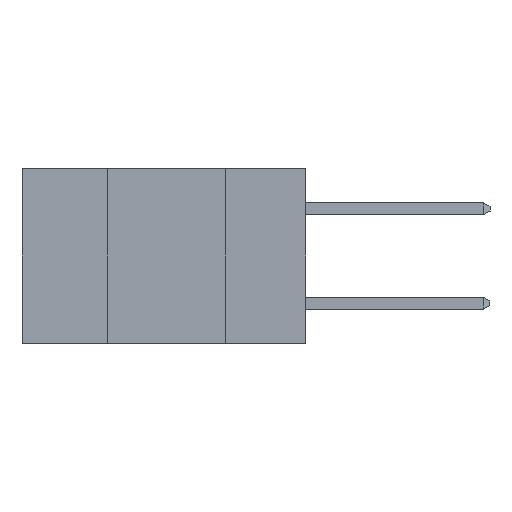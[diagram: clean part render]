
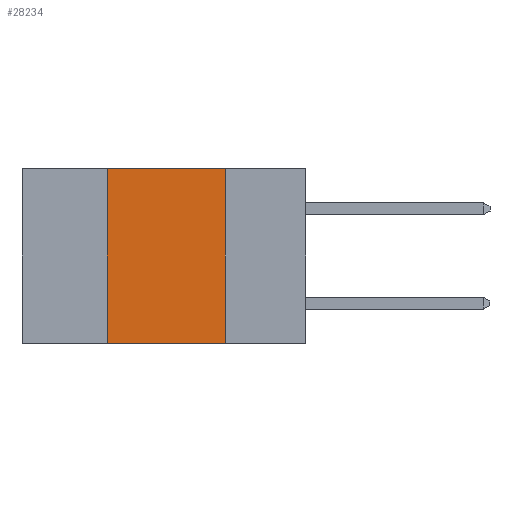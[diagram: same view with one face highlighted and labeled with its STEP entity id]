
A CAD part, left-side view. The second image highlights one B-rep face of the part: STEP entity #28234.
In plain terms, the highlighted planar face has unit normal (-1, 0, 0).
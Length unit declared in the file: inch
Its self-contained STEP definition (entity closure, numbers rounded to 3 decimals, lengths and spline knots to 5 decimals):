
#1387 = EDGE_CURVE ( 'NONE', #15245, #16577, #13777, .T. ) ;
#1981 = ORIENTED_EDGE ( 'NONE', *, *, #19539, .F. ) ;
#2595 = PLANE ( 'NONE',  #30435 ) ;
#2903 = VECTOR ( 'NONE', #4284, 39.37008 ) ;
#3356 = DIRECTION ( 'NONE',  ( 0., -1., 0. ) ) ;
#3748 = DIRECTION ( 'NONE',  ( 0., -1., 0. ) ) ;
#4284 = DIRECTION ( 'NONE',  ( 0., 0., -1. ) ) ;
#6457 = DIRECTION ( 'NONE',  ( 0., 0., 1. ) ) ;
#6787 = CARTESIAN_POINT ( 'NONE',  ( 0., 0.42, 0. ) ) ;
#7474 = VECTOR ( 'NONE', #3748, 39.37008 ) ;
#8234 = LINE ( 'NONE', #20694, #21591 ) ;
#9685 = CARTESIAN_POINT ( 'NONE',  ( 0., 0.6, 0. ) ) ;
#10349 = CARTESIAN_POINT ( 'NONE',  ( 0., 0.42, -0.37 ) ) ;
#12063 = VERTEX_POINT ( 'NONE', #26112 ) ;
#12920 = CARTESIAN_POINT ( 'NONE',  ( 0., 0.17, 0. ) ) ;
#13777 = LINE ( 'NONE', #17438, #7474 ) ;
#14620 = ORIENTED_EDGE ( 'NONE', *, *, #1387, .F. ) ;
#14799 = LINE ( 'NONE', #18516, #2903 ) ;
#14944 = EDGE_CURVE ( 'NONE', #18660, #12063, #14988, .T. ) ;
#14988 = LINE ( 'NONE', #17578, #22057 ) ;
#15245 = VERTEX_POINT ( 'NONE', #6787 ) ;
#15367 = DIRECTION ( 'NONE',  ( 0., 0., -1. ) ) ;
#16109 = ORIENTED_EDGE ( 'NONE', *, *, #23287, .F. ) ;
#16577 = VERTEX_POINT ( 'NONE', #12920 ) ;
#17438 = CARTESIAN_POINT ( 'NONE',  ( 0., 0.6, 0. ) ) ;
#17578 = CARTESIAN_POINT ( 'NONE',  ( 0., 0.6, -0.37 ) ) ;
#17602 = ORIENTED_EDGE ( 'NONE', *, *, #14944, .T. ) ;
#18516 = CARTESIAN_POINT ( 'NONE',  ( 0., 0.17, 0. ) ) ;
#18660 = VERTEX_POINT ( 'NONE', #10349 ) ;
#19539 = EDGE_CURVE ( 'NONE', #16577, #12063, #14799, .T. ) ;
#20694 = CARTESIAN_POINT ( 'NONE',  ( 0., 0.42, 0. ) ) ;
#21591 = VECTOR ( 'NONE', #6457, 39.37008 ) ;
#21605 = DIRECTION ( 'NONE',  ( 1., 0., 0. ) ) ;
#22057 = VECTOR ( 'NONE', #3356, 39.37008 ) ;
#23287 = EDGE_CURVE ( 'NONE', #18660, #15245, #8234, .T. ) ;
#24270 = FACE_OUTER_BOUND ( 'NONE', #30337, .T. ) ;
#26112 = CARTESIAN_POINT ( 'NONE',  ( 0., 0.17, -0.37 ) ) ;
#28234 = ADVANCED_FACE ( 'NONE', ( #24270 ), #2595, .F. ) ;
#30337 = EDGE_LOOP ( 'NONE', ( #1981, #14620, #16109, #17602 ) ) ;
#30435 = AXIS2_PLACEMENT_3D ( 'NONE', #9685, #21605, #15367 ) ;
